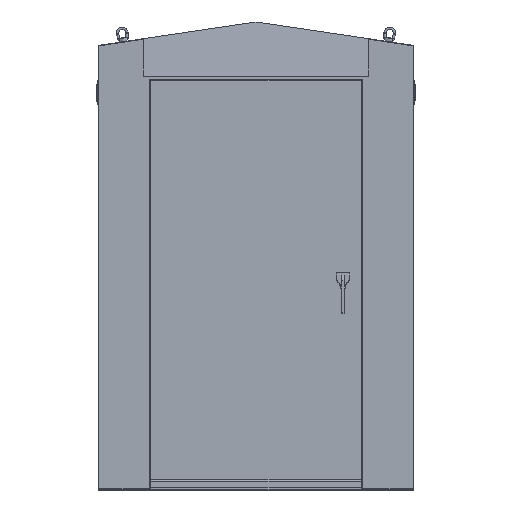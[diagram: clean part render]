
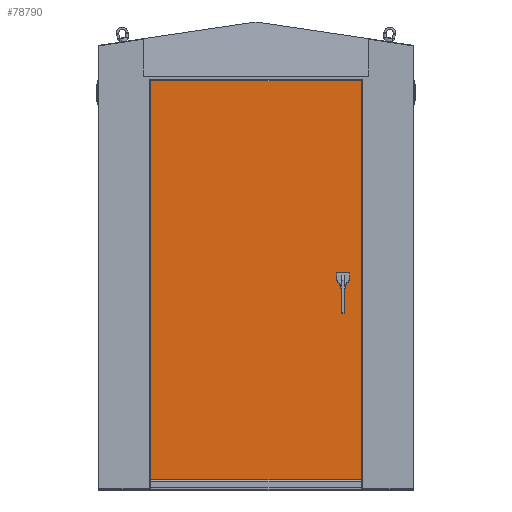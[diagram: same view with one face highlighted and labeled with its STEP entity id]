
A CAD part, top view. The second image highlights one B-rep face of the part: STEP entity #78790.
In plain terms, the highlighted planar face has unit normal (0, 0, 1).
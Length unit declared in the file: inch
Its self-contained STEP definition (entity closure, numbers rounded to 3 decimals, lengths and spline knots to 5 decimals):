
#3978 = CARTESIAN_POINT ( 'NONE',  ( -18., 0.35, 13.5 ) ) ;
#6950 = DIRECTION ( 'NONE',  ( 1., 0., 0. ) ) ;
#13115 = VECTOR ( 'NONE', #88320, 39.37008 ) ;
#16642 = ORIENTED_EDGE ( 'NONE', *, *, #88487, .T. ) ;
#17004 = ORIENTED_EDGE ( 'NONE', *, *, #82072, .T. ) ;
#19323 = CARTESIAN_POINT ( 'NONE',  ( -27., 76., 13.5 ) ) ;
#23031 = ORIENTED_EDGE ( 'NONE', *, *, #31476, .T. ) ;
#25608 = VERTEX_POINT ( 'NONE', #64456 ) ;
#27776 = VECTOR ( 'NONE', #73100, 39.37008 ) ;
#31476 = EDGE_CURVE ( 'NONE', #43468, #66346, #61189, .T. ) ;
#32873 = LINE ( 'NONE', #3978, #13115 ) ;
#33321 = FACE_OUTER_BOUND ( 'NONE', #60629, .T. ) ;
#37006 = CARTESIAN_POINT ( 'NONE',  ( -18., 70., 13.5 ) ) ;
#37312 = ORIENTED_EDGE ( 'NONE', *, *, #71340, .T. ) ;
#39752 = CARTESIAN_POINT ( 'NONE',  ( -18., 70., 13.5 ) ) ;
#43468 = VERTEX_POINT ( 'NONE', #63733 ) ;
#47712 = DIRECTION ( 'NONE',  ( 0., 0., -1. ) ) ;
#50694 = CARTESIAN_POINT ( 'NONE',  ( -18., 0.35, 13.5 ) ) ;
#57986 = CARTESIAN_POINT ( 'NONE',  ( 18., 0.35, 13.5 ) ) ;
#60026 = VERTEX_POINT ( 'NONE', #57986 ) ;
#60629 = EDGE_LOOP ( 'NONE', ( #16642, #23031, #37312, #17004 ) ) ;
#61189 = LINE ( 'NONE', #39752, #83419 ) ;
#61725 = PLANE ( 'NONE',  #79528 ) ;
#63733 = CARTESIAN_POINT ( 'NONE',  ( 18., 70., 13.5 ) ) ;
#64456 = CARTESIAN_POINT ( 'NONE',  ( -18., 0.35, 13.5 ) ) ;
#66130 = LINE ( 'NONE', #78718, #27776 ) ;
#66346 = VERTEX_POINT ( 'NONE', #37006 ) ;
#70972 = VECTOR ( 'NONE', #6950, 39.37008 ) ;
#71340 = EDGE_CURVE ( 'NONE', #66346, #25608, #32873, .T. ) ;
#73100 = DIRECTION ( 'NONE',  ( 0., 1., 0. ) ) ;
#78718 = CARTESIAN_POINT ( 'NONE',  ( 18., 0.35, 13.5 ) ) ;
#78790 = ADVANCED_FACE ( 'NONE', ( #33321 ), #61725, .F. ) ;
#79528 = AXIS2_PLACEMENT_3D ( 'NONE', #19323, #47712, #81782 ) ;
#81782 = DIRECTION ( 'NONE',  ( -1., 0., 0. ) ) ;
#82072 = EDGE_CURVE ( 'NONE', #25608, #60026, #92201, .T. ) ;
#83419 = VECTOR ( 'NONE', #89590, 39.37008 ) ;
#88320 = DIRECTION ( 'NONE',  ( 0., -1., 0. ) ) ;
#88487 = EDGE_CURVE ( 'NONE', #60026, #43468, #66130, .T. ) ;
#89590 = DIRECTION ( 'NONE',  ( -1., 0., 0. ) ) ;
#92201 = LINE ( 'NONE', #50694, #70972 ) ;
